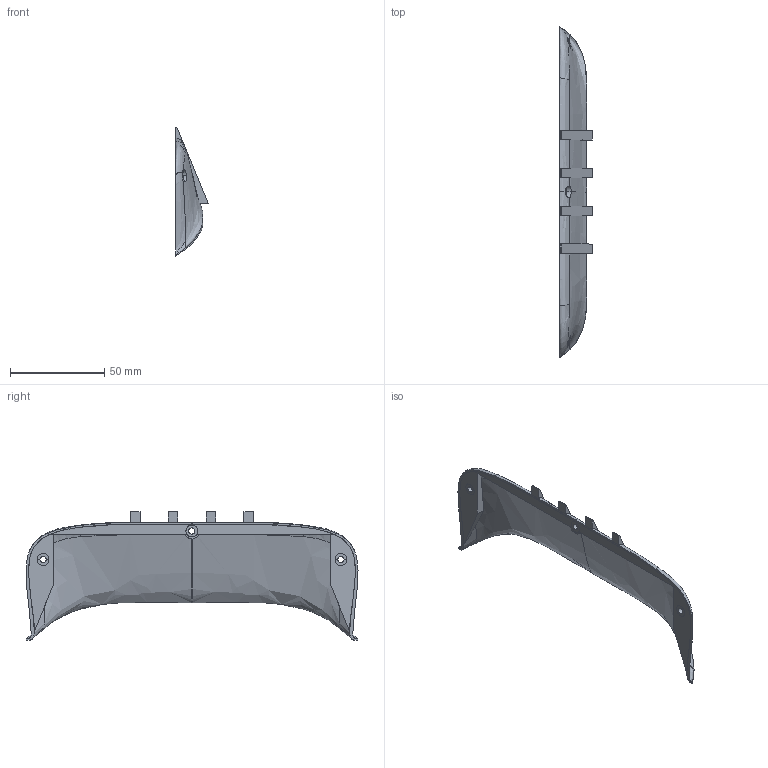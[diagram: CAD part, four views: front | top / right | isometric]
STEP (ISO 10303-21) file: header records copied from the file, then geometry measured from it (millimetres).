
FILE_DESCRIPTION(/* description */ (''),/* implementation_level */ '2;1');
FILE_NAME(/* name */ '胸腔提手外侧',/* time_stamp */ '2025-05-16T17:52:26+08:00',/* author */ (''),/* organization */ (''),/* preprocessor_version */ 'ST-DEVELOPER v19.2',/* originating_system */ 'Rhino 8.17',/* authorisation */ '');
FILE_SCHEMA (('CONFIG_CONTROL_DESIGN'));
Length unit declared in the file: centimetre
Products named in the file (1): Document
Bounding box: 17.34 x 176.41 x 68.38 mm (x, y, z)
Volume: 23932.2 mm3; surface area: 24822.6 mm2
Topology: 13 solids, 13 shells, 134 faces, 333 edges, 216 vertices
Faces by surface type: plane 63, bspline 43, cylinder 28
Entity records: 17351 total; most frequent: CARTESIAN_POINT 14876, ORIENTED_EDGE 666, EDGE_CURVE 333, B_SPLINE_CURVE_WITH_KNOTS 257, VERTEX_POINT 216, DIRECTION 159, EDGE_LOOP 139, ADVANCED_FACE 134
